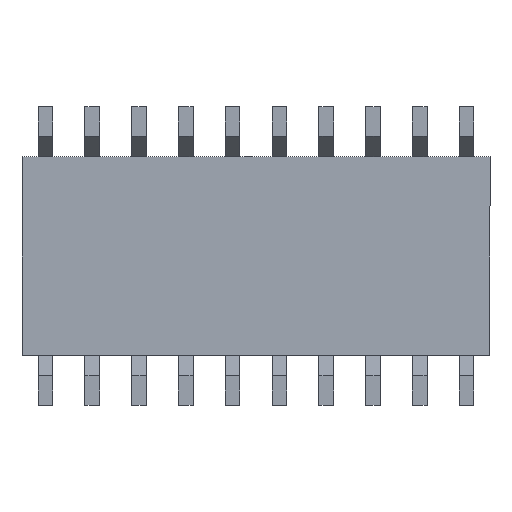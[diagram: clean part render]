
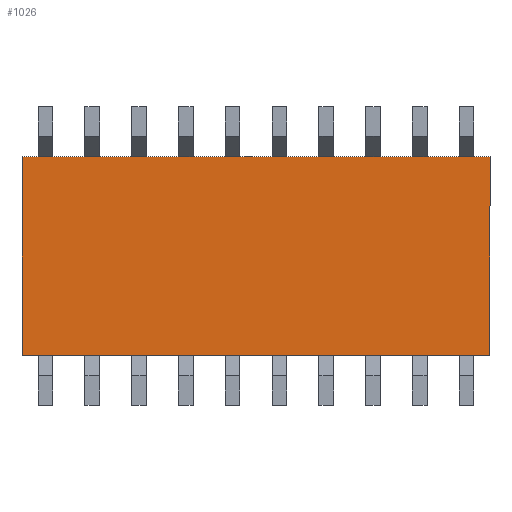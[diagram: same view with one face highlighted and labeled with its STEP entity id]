
A CAD part, front view. The second image highlights one B-rep face of the part: STEP entity #1026.
In plain terms, the highlighted planar face has unit normal (0, -1, 0).
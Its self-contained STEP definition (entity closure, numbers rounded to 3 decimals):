
#6 = ORIENTED_EDGE ( 'NONE', *, *, #609, .T. ) ;
#28 = LINE ( 'NONE', #534, #202 ) ;
#29 = PLANE ( 'NONE',  #504 ) ;
#41 = ORIENTED_EDGE ( 'NONE', *, *, #432, .T. ) ;
#62 = DIRECTION ( 'NONE',  ( 1., 0., 0. ) ) ;
#94 = VERTEX_POINT ( 'NONE', #147 ) ;
#97 = EDGE_CURVE ( 'NONE', #192, #180, #756, .T. ) ;
#105 = VECTOR ( 'NONE', #62, 1000. ) ;
#146 = DIRECTION ( 'NONE',  ( 0., 0., -1. ) ) ;
#147 = CARTESIAN_POINT ( 'NONE',  ( 6.35, 0.2, 2.7 ) ) ;
#160 = LINE ( 'NONE', #948, #360 ) ;
#180 = VERTEX_POINT ( 'NONE', #743 ) ;
#192 = VERTEX_POINT ( 'NONE', #832 ) ;
#202 = VECTOR ( 'NONE', #818, 1000. ) ;
#337 = ORIENTED_EDGE ( 'NONE', *, *, #779, .T. ) ;
#359 = DIRECTION ( 'NONE',  ( 0., -1., 0. ) ) ;
#360 = VECTOR ( 'NONE', #146, 1000. ) ;
#432 = EDGE_CURVE ( 'NONE', #180, #94, #28, .T. ) ;
#463 = LINE ( 'NONE', #552, #635 ) ;
#504 = AXIS2_PLACEMENT_3D ( 'NONE', #999, #359, #906 ) ;
#534 = CARTESIAN_POINT ( 'NONE',  ( 6.35, 0.2, 2.7 ) ) ;
#552 = CARTESIAN_POINT ( 'NONE',  ( -6.35, 0.2, 2.7 ) ) ;
#609 = EDGE_CURVE ( 'NONE', #94, #986, #463, .T. ) ;
#635 = VECTOR ( 'NONE', #638, 1000. ) ;
#638 = DIRECTION ( 'NONE',  ( -1., 0., 0. ) ) ;
#662 = EDGE_LOOP ( 'NONE', ( #41, #6, #337, #805 ) ) ;
#681 = FACE_OUTER_BOUND ( 'NONE', #662, .T. ) ;
#743 = CARTESIAN_POINT ( 'NONE',  ( 6.35, 0.2, -2.7 ) ) ;
#756 = LINE ( 'NONE', #1035, #105 ) ;
#779 = EDGE_CURVE ( 'NONE', #986, #192, #160, .T. ) ;
#805 = ORIENTED_EDGE ( 'NONE', *, *, #97, .T. ) ;
#818 = DIRECTION ( 'NONE',  ( 0., 0., 1. ) ) ;
#832 = CARTESIAN_POINT ( 'NONE',  ( -6.35, 0.2, -2.7 ) ) ;
#906 = DIRECTION ( 'NONE',  ( 0., 0., -1. ) ) ;
#948 = CARTESIAN_POINT ( 'NONE',  ( -6.35, 0.2, 2.7 ) ) ;
#986 = VERTEX_POINT ( 'NONE', #1095 ) ;
#999 = CARTESIAN_POINT ( 'NONE',  ( -6.35, 0.2, 2.7 ) ) ;
#1026 = ADVANCED_FACE ( 'NONE', ( #681 ), #29, .T. ) ;
#1035 = CARTESIAN_POINT ( 'NONE',  ( -6.35, 0.2, -2.7 ) ) ;
#1095 = CARTESIAN_POINT ( 'NONE',  ( -6.35, 0.2, 2.7 ) ) ;
